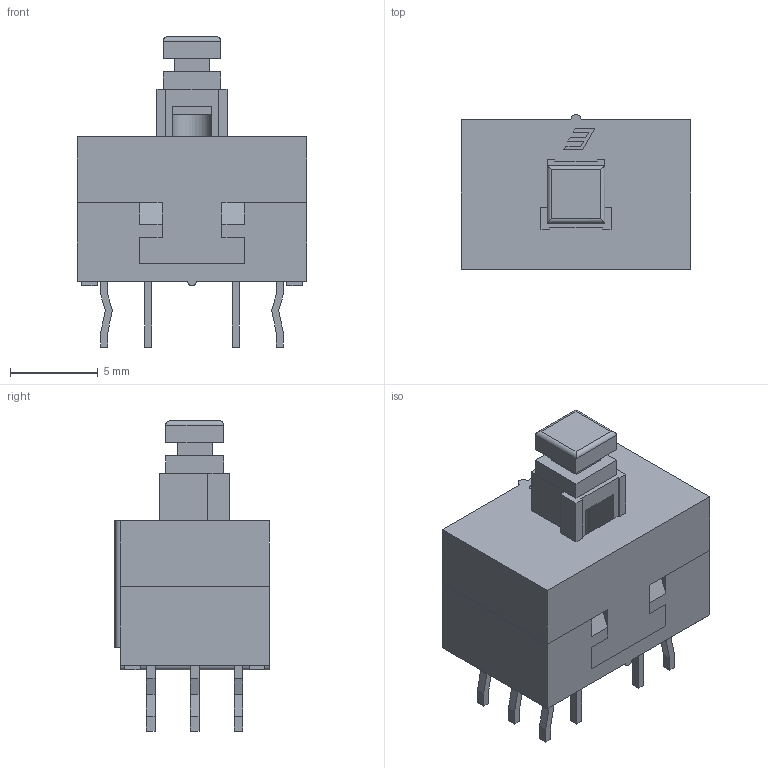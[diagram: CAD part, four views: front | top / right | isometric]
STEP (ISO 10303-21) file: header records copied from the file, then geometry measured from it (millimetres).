
FILE_DESCRIPTION(/* description */ (''),/* implementation_level */ '2;1');
FILE_NAME(/* name */ 'TL4201xxYB.stp',/* time_stamp */ '2025-06-04T11:54:54-05:00',/* author */ ('mroman'),/* organization */ (''),/* preprocessor_version */ 'ST-DEVELOPER v18.1',/* originating_system */ 'Autodesk Inventor 2022',/* authorisation */ '');
FILE_SCHEMA (('AUTOMOTIVE_DESIGN { 1 0 10303 214 3 1 1 }'));
Length unit declared in the file: centimetre
Products named in the file (1): TL4201xxYB
Bounding box: 13.1 x 8.8 x 17.7 mm (x, y, z)
Volume: 591.1 mm3; surface area: 1516.9 mm2
Topology: 1 solids, 1 shells, 342 faces, 915 edges, 600 vertices
Faces by surface type: plane 331, cylinder 11
Entity records: 10468 total; most frequent: CARTESIAN_POINT 1858, ORIENTED_EDGE 1830, DIRECTION 1619, EDGE_CURVE 915, LINE 897, VECTOR 897, VERTEX_POINT 600, EDGE_LOOP 375
